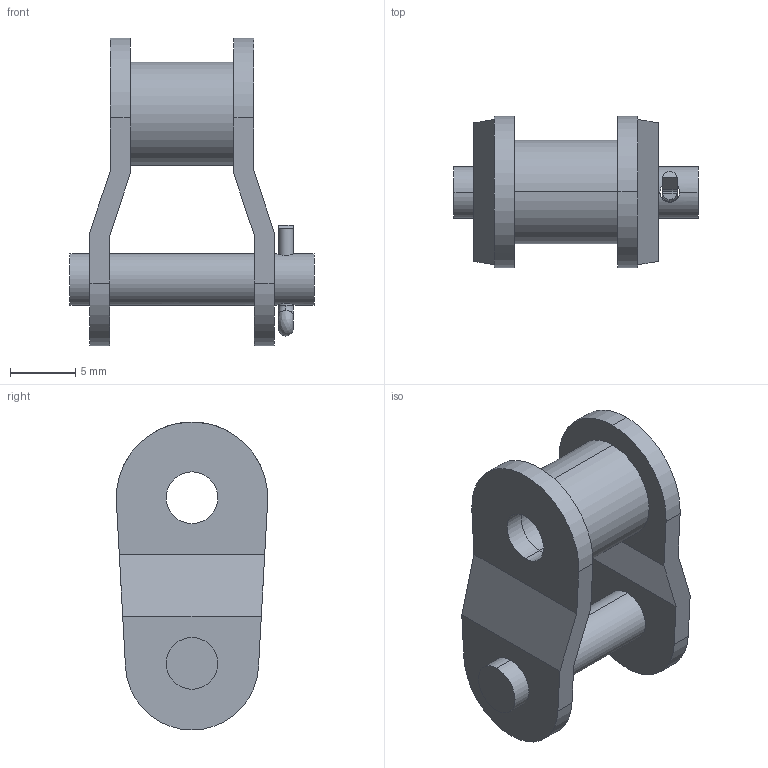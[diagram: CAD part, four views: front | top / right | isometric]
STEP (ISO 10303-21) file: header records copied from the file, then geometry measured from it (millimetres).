
FILE_DESCRIPTION (( 'STEP AP203' ), '1' );
FILE_NAME ('6261K263_Add Connect Link for ANSI 40 Single Strand Roller Chain.STEP', '2021-12-29T19:51:34', ( 'Administrator' ), ( 'Managed by Terraform' ), 'SwSTEP 2.0', 'SolidWorks 2017', '' );
FILE_SCHEMA (( 'CONFIG_CONTROL_DESIGN' ));
Length unit declared in the file: inch
Products named in the file (1): 6261K263_Add Connect Link for ANSI 40 Single Strand Roller Chain
Bounding box: 18.71 x 11.59 x 23.61 mm (x, y, z)
Volume: 1167 mm3; surface area: 1793.4 mm2
Topology: 5 solids, 5 shells, 61 faces, 143 edges, 90 vertices
Faces by surface type: cylinder 28, plane 25, torus 6, bspline 2
Entity records: 2004 total; most frequent: CARTESIAN_POINT 471, DIRECTION 320, ORIENTED_EDGE 286, EDGE_CURVE 143, AXIS2_PLACEMENT_3D 123, VERTEX_POINT 90, VECTOR 74, LINE 74
